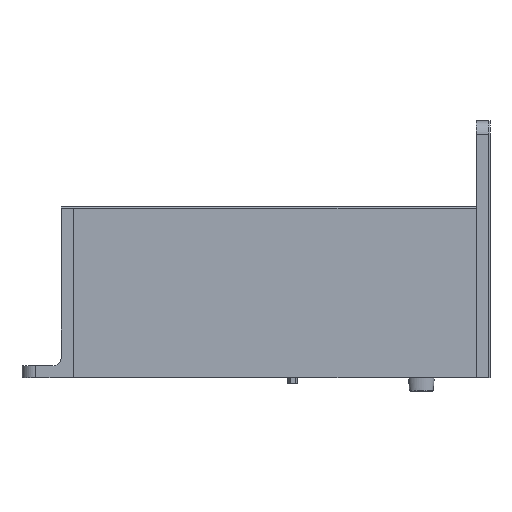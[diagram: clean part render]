
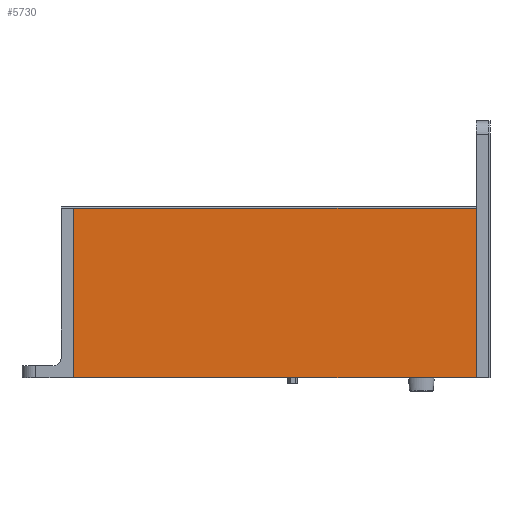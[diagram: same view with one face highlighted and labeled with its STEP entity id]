
A CAD part, front view. The second image highlights one B-rep face of the part: STEP entity #5730.
In plain terms, the highlighted planar face has unit normal (0, -1, 0).
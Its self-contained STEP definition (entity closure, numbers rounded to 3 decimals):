
#347 = VERTEX_POINT ( 'NONE', #15814 ) ;
#567 = CARTESIAN_POINT ( 'NONE',  ( 74.906, 150.873, -71.649 ) ) ;
#1325 = CARTESIAN_POINT ( 'NONE',  ( -159.794, 150.873, -162.249 ) ) ;
#1771 = ORIENTED_EDGE ( 'NONE', *, *, #11127, .F. ) ;
#2176 = DIRECTION ( 'NONE',  ( 0., 0., -1. ) ) ;
#2367 = EDGE_CURVE ( 'NONE', #19410, #347, #21736, .T. ) ;
#4514 = VECTOR ( 'NONE', #2176, 1000. ) ;
#4611 = DIRECTION ( 'NONE',  ( -1., 0., 0. ) ) ;
#5461 = EDGE_LOOP ( 'NONE', ( #1771, #11459, #20223, #20062 ) ) ;
#5729 = LINE ( 'NONE', #16932, #11847 ) ;
#5730 = ADVANCED_FACE ( 'NONE', ( #7377 ), #12718, .T. ) ;
#5901 = CARTESIAN_POINT ( 'NONE',  ( -159.794, 150.873, -170.249 ) ) ;
#6321 = DIRECTION ( 'NONE',  ( -1., 0., 0. ) ) ;
#6737 = EDGE_CURVE ( 'NONE', #8186, #17162, #5729, .T. ) ;
#7377 = FACE_OUTER_BOUND ( 'NONE', #5461, .T. ) ;
#8186 = VERTEX_POINT ( 'NONE', #567 ) ;
#9013 = EDGE_CURVE ( 'NONE', #347, #17162, #11726, .T. ) ;
#9937 = DIRECTION ( 'NONE',  ( 0., -1., 0. ) ) ;
#9947 = VECTOR ( 'NONE', #15297, 1000. ) ;
#10191 = VECTOR ( 'NONE', #4611, 1000. ) ;
#10845 = CARTESIAN_POINT ( 'NONE',  ( 74.906, 150.873, -170.249 ) ) ;
#11127 = EDGE_CURVE ( 'NONE', #8186, #19410, #14314, .T. ) ;
#11459 = ORIENTED_EDGE ( 'NONE', *, *, #6737, .T. ) ;
#11726 = LINE ( 'NONE', #1325, #9947 ) ;
#11847 = VECTOR ( 'NONE', #6321, 1000. ) ;
#12718 = PLANE ( 'NONE',  #13820 ) ;
#13062 = CARTESIAN_POINT ( 'NONE',  ( 42.906, 150.873, -170.249 ) ) ;
#13820 = AXIS2_PLACEMENT_3D ( 'NONE', #13062, #9937, #16607 ) ;
#14314 = LINE ( 'NONE', #19608, #4514 ) ;
#15297 = DIRECTION ( 'NONE',  ( 0., 0., 1. ) ) ;
#15814 = CARTESIAN_POINT ( 'NONE',  ( -159.794, 150.873, -170.249 ) ) ;
#16607 = DIRECTION ( 'NONE',  ( 0., 0., -1. ) ) ;
#16932 = CARTESIAN_POINT ( 'NONE',  ( -159.794, 150.873, -71.649 ) ) ;
#17162 = VERTEX_POINT ( 'NONE', #22781 ) ;
#19410 = VERTEX_POINT ( 'NONE', #10845 ) ;
#19608 = CARTESIAN_POINT ( 'NONE',  ( 74.906, 150.873, -170.249 ) ) ;
#20062 = ORIENTED_EDGE ( 'NONE', *, *, #2367, .F. ) ;
#20223 = ORIENTED_EDGE ( 'NONE', *, *, #9013, .F. ) ;
#21736 = LINE ( 'NONE', #5901, #10191 ) ;
#22781 = CARTESIAN_POINT ( 'NONE',  ( -159.794, 150.873, -71.649 ) ) ;
